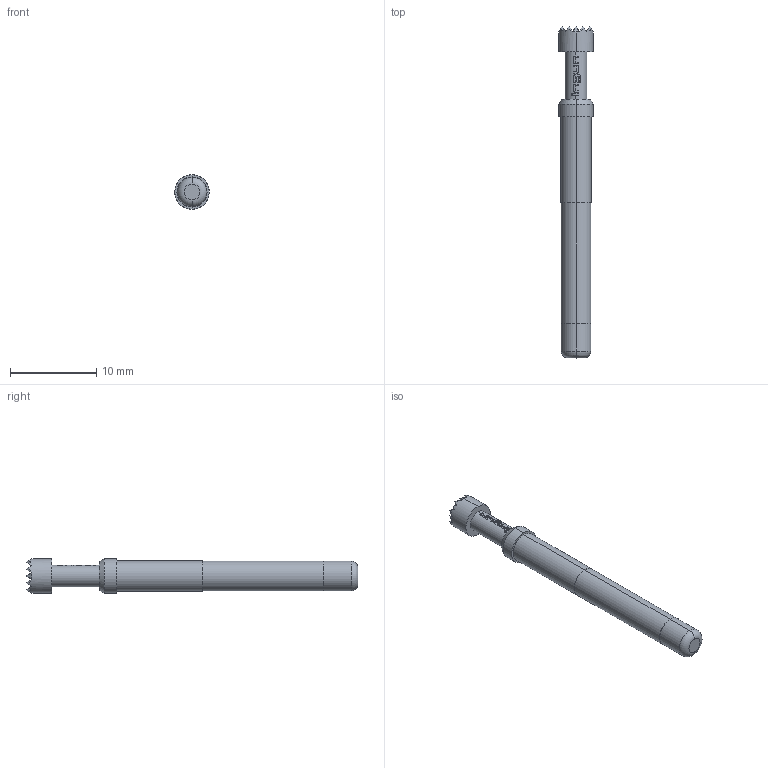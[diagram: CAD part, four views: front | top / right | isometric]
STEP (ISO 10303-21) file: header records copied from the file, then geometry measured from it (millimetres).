
FILE_DESCRIPTION (( 'STEP AP203' ), '1' );
FILE_NAME ('INGUN_GKS-854_306_400_A_xx02.STEP', '2021-11-02T09:08:44', ( 'ochi' ), ( '' ), 'SwSTEP 2.0', 'SolidWorks 2018', '' );
FILE_SCHEMA (( 'CONFIG_CONTROL_DESIGN' ));
Length unit declared in the file: millimetre
Products named in the file (1): INGUN_GKS-854_306_400_A_xx02
Bounding box: 4 x 38.5 x 4 mm (x, y, z)
Volume: 346.9 mm3; surface area: 450.5 mm2
Topology: 1 solids, 1 shells, 195 faces, 456 edges, 269 vertices
Faces by surface type: plane 122, bspline 38, cylinder 31, torus 2, cone 2
Entity records: 6553 total; most frequent: CARTESIAN_POINT 2755, ORIENTED_EDGE 912, DIRECTION 532, EDGE_CURVE 456, VERTEX_POINT 269, B_SPLINE_CURVE_WITH_KNOTS 222, EDGE_LOOP 201, FACE_OUTER_BOUND 195
